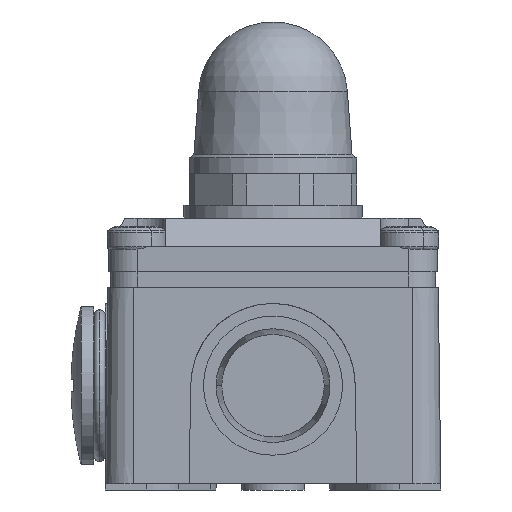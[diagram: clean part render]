
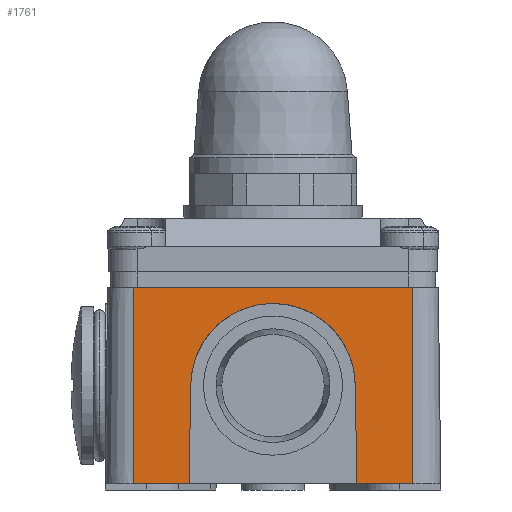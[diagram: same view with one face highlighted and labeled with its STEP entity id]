
A CAD part, front view. The second image highlights one B-rep face of the part: STEP entity #1761.
In plain terms, the highlighted planar face has unit normal (0, -1, 0.013).
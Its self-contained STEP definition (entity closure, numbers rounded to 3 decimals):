
#1761=ADVANCED_FACE('',(#3565,#3566),#3567,.T.);
#3565=FACE_OUTER_BOUND('',#5375,.T.);
#3566=FACE_BOUND('',#5376,.T.);
#3567=PLANE('',#5377);
#5375=EDGE_LOOP('',(#10477,#10478,#10479,#10480));
#5376=EDGE_LOOP('',(#10481,#10482,#10483,#10484));
#5377=AXIS2_PLACEMENT_3D('',#10485,#10486,#10487);
#10477=ORIENTED_EDGE('',*,*,#12327,.T.);
#10478=ORIENTED_EDGE('',*,*,#12663,.F.);
#10479=ORIENTED_EDGE('',*,*,#12563,.F.);
#10480=ORIENTED_EDGE('',*,*,#12661,.T.);
#10481=ORIENTED_EDGE('',*,*,#12466,.T.);
#10482=ORIENTED_EDGE('',*,*,#12462,.T.);
#10483=ORIENTED_EDGE('',*,*,#12473,.T.);
#10484=ORIENTED_EDGE('',*,*,#12470,.T.);
#10485=CARTESIAN_POINT('',(53.952,0.999,1.0));
#10486=DIRECTION('',(0.0,-1.,0.013));
#10487=DIRECTION('',(0.0,0.013,1.));
#12327=EDGE_CURVE('',#15125,#15123,#15126,.T.);
#12462=EDGE_CURVE('',#15313,#15314,#15315,.T.);
#12466=EDGE_CURVE('',#15320,#15313,#15321,.T.);
#12470=EDGE_CURVE('',#15326,#15320,#15327,.T.);
#12473=EDGE_CURVE('',#15314,#15326,#15330,.T.);
#12563=EDGE_CURVE('',#15462,#15464,#15465,.T.);
#12661=EDGE_CURVE('',#15462,#15125,#15598,.T.);
#12663=EDGE_CURVE('',#15464,#15123,#15600,.T.);
#15123=VERTEX_POINT('',#19278);
#15125=VERTEX_POINT('',#19280);
#15126=LINE('',#19281,#19282);
#15313=VERTEX_POINT('',#19622);
#15314=VERTEX_POINT('',#19623);
#15315=LINE('',#19624,#19625);
#15320=VERTEX_POINT('',#19632);
#15321=ELLIPSE('',#19633,13.001,13.0);
#15326=VERTEX_POINT('',#19639);
#15327=LINE('',#19640,#19641);
#15330=LINE('',#19645,#19646);
#15462=VERTEX_POINT('',#19838);
#15464=VERTEX_POINT('',#19840);
#15465=LINE('',#19841,#19842);
#15598=LINE('',#20025,#20026);
#15600=LINE('',#20028,#20029);
#19278=CARTESIAN_POINT('',(9.869,1.405,32.0));
#19280=CARTESIAN_POINT('',(53.952,1.405,32.0));
#19281=CARTESIAN_POINT('',(53.952,1.405,32.0));
#19282=VECTOR('',#22347,1.0);
#19622=CARTESIAN_POINT('',(44.908,1.205,16.727));
#19623=CARTESIAN_POINT('',(45.183,0.999,1.001));
#19624=CARTESIAN_POINT('',(45.116,1.049,4.855));
#19625=VECTOR('',#22485,1.0);
#19632=CARTESIAN_POINT('',(18.912,1.205,16.727));
#19633=AXIS2_PLACEMENT_3D('',#22488,#22489,#22490);
#19639=CARTESIAN_POINT('',(18.638,0.999,1.001));
#19640=CARTESIAN_POINT('',(18.712,1.054,5.239));
#19641=VECTOR('',#22495,1.0);
#19645=CARTESIAN_POINT('',(42.931,0.999,1.001));
#19646=VECTOR('',#22497,1.0);
#19838=CARTESIAN_POINT('',(53.952,0.999,1.0));
#19840=CARTESIAN_POINT('',(9.869,0.999,1.0));
#19841=CARTESIAN_POINT('',(53.952,0.999,1.0));
#19842=VECTOR('',#22612,1.0);
#20025=CARTESIAN_POINT('',(53.952,0.999,1.0));
#20026=VECTOR('',#22711,1.0);
#20028=CARTESIAN_POINT('',(9.869,0.999,1.0));
#20029=VECTOR('',#22712,1.0);
#22347=DIRECTION('',(-1.0,0.0,0.0));
#22485=DIRECTION('',(0.017,-0.013,-1.));
#22488=CARTESIAN_POINT('',(31.91,1.202,16.5));
#22489=DIRECTION('',(0.,1.,-0.013));
#22490=DIRECTION('',(0.,0.013,1.));
#22495=DIRECTION('',(0.017,0.013,1.));
#22497=DIRECTION('',(-1.0,0.0,-0.0));
#22612=DIRECTION('',(-1.0,0.0,0.0));
#22711=DIRECTION('',(0.0,0.013,1.));
#22712=DIRECTION('',(0.,0.013,1.));
